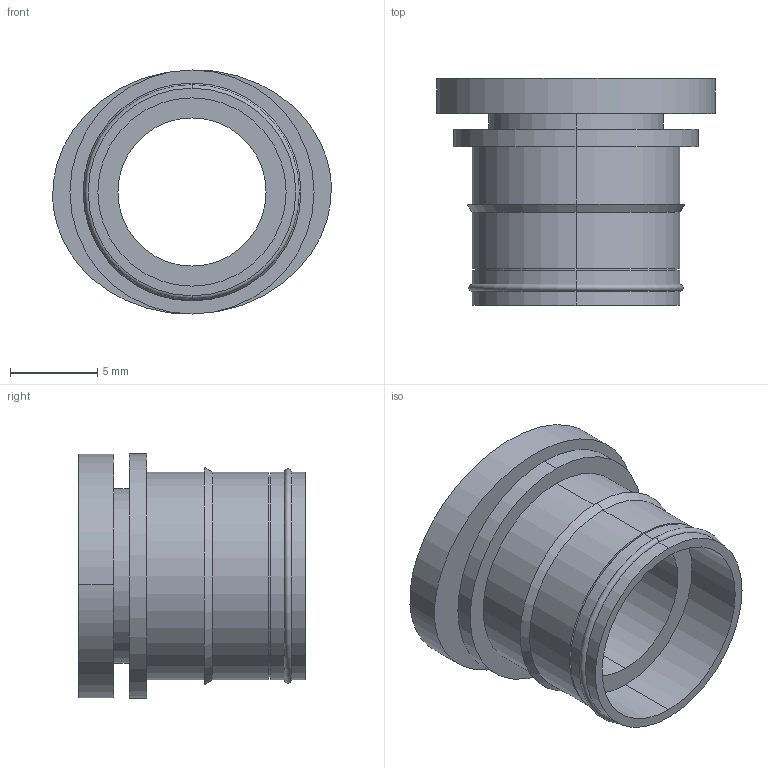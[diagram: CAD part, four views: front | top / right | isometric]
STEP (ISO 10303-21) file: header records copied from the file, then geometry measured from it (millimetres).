
FILE_DESCRIPTION (( 'STEP AP214' ), '1' );
FILE_NAME ('CASN08.STEP', '2018-09-10T08:30:36', ( '' ), ( '' ), 'SwSTEP 2.0', 'SolidWorks 2018', '' );
FILE_SCHEMA (( 'AUTOMOTIVE_DESIGN' ));
Length unit declared in the file: millimetre
Products named in the file (1): CASN08
Bounding box: 15.97 x 13 x 14 mm (x, y, z)
Volume: 733.2 mm3; surface area: 1305.1 mm2
Topology: 1 solids, 1 shells, 33 faces, 66 edges, 42 vertices
Faces by surface type: cylinder 18, plane 9, bspline 2, torus 2, cone 2
Entity records: 1004 total; most frequent: CARTESIAN_POINT 168, DIRECTION 166, ORIENTED_EDGE 132, AXIS2_PLACEMENT_3D 72, EDGE_CURVE 66, VERTEX_POINT 42, EDGE_LOOP 42, CIRCLE 40
